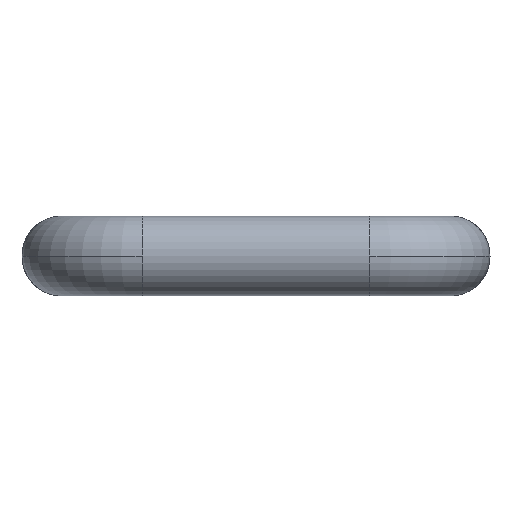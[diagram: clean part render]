
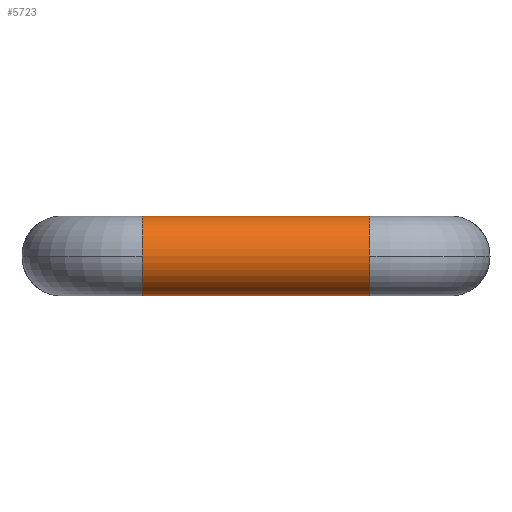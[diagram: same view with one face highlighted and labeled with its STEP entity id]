
A CAD part, front view. The second image highlights one B-rep face of the part: STEP entity #5723.
In plain terms, the highlighted cylindrical face has radius 5.55 mm (diameter 11.1 mm), a partial arc.
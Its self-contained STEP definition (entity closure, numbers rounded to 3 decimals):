
#219 = DIRECTION ( 'NONE',  ( 0., 0., -1. ) ) ;
#259 = EDGE_CURVE ( 'NONE', #447, #3341, #9797, .T. ) ;
#281 = ORIENTED_EDGE ( 'NONE', *, *, #1185, .F. ) ;
#447 = VERTEX_POINT ( 'NONE', #1240 ) ;
#628 = CIRCLE ( 'NONE', #3320, 5.55 ) ;
#637 = DIRECTION ( 'NONE',  ( -1., 0., 0. ) ) ;
#648 = CARTESIAN_POINT ( 'NONE',  ( -15.812, 0., 5.55 ) ) ;
#887 = CARTESIAN_POINT ( 'NONE',  ( 15.812, 0., 5.55 ) ) ;
#905 = ORIENTED_EDGE ( 'NONE', *, *, #259, .T. ) ;
#1022 = CYLINDRICAL_SURFACE ( 'NONE', #5463, 5.55 ) ;
#1185 = EDGE_CURVE ( 'NONE', #9109, #10140, #3704, .T. ) ;
#1240 = CARTESIAN_POINT ( 'NONE',  ( -15.812, 0., -5.55 ) ) ;
#1475 = DIRECTION ( 'NONE',  ( -1., 0., 0. ) ) ;
#1530 = DIRECTION ( 'NONE',  ( -1., 0., 0. ) ) ;
#1814 = EDGE_CURVE ( 'NONE', #3341, #6070, #628, .T. ) ;
#2068 = EDGE_CURVE ( 'NONE', #6070, #10140, #4476, .T. ) ;
#2175 = VERTEX_POINT ( 'NONE', #4629 ) ;
#2183 = ORIENTED_EDGE ( 'NONE', *, *, #2068, .T. ) ;
#2980 = VECTOR ( 'NONE', #3300, 1000. ) ;
#3012 = DIRECTION ( 'NONE',  ( 0., 0., -1. ) ) ;
#3121 = DIRECTION ( 'NONE',  ( 1., 0., 0. ) ) ;
#3300 = DIRECTION ( 'NONE',  ( 1., 0., 0. ) ) ;
#3320 = AXIS2_PLACEMENT_3D ( 'NONE', #7977, #637, #10303 ) ;
#3341 = VERTEX_POINT ( 'NONE', #7768 ) ;
#3416 = ORIENTED_EDGE ( 'NONE', *, *, #1814, .T. ) ;
#3564 = CARTESIAN_POINT ( 'NONE',  ( -15.812, 0., 5.55 ) ) ;
#3704 = LINE ( 'NONE', #648, #4313 ) ;
#3820 = AXIS2_PLACEMENT_3D ( 'NONE', #8222, #6062, #5223 ) ;
#4228 = CARTESIAN_POINT ( 'NONE',  ( -15.812, 0., 0. ) ) ;
#4313 = VECTOR ( 'NONE', #3121, 1000. ) ;
#4476 = CIRCLE ( 'NONE', #8664, 5.55 ) ;
#4629 = CARTESIAN_POINT ( 'NONE',  ( -15.812, -5.55, 0. ) ) ;
#4735 = DIRECTION ( 'NONE',  ( 0., 0., -1. ) ) ;
#5223 = DIRECTION ( 'NONE',  ( 0., 0., -1. ) ) ;
#5463 = AXIS2_PLACEMENT_3D ( 'NONE', #4228, #7425, #219 ) ;
#5549 = CARTESIAN_POINT ( 'NONE',  ( 15.812, -5.55, 0. ) ) ;
#5723 = ADVANCED_FACE ( 'NONE', ( #8209 ), #1022, .T. ) ;
#6062 = DIRECTION ( 'NONE',  ( -1., 0., 0. ) ) ;
#6070 = VERTEX_POINT ( 'NONE', #5549 ) ;
#6118 = EDGE_CURVE ( 'NONE', #2175, #9109, #6145, .T. ) ;
#6145 = CIRCLE ( 'NONE', #6643, 5.55 ) ;
#6424 = EDGE_LOOP ( 'NONE', ( #281, #7718, #9844, #905, #3416, #2183 ) ) ;
#6436 = CARTESIAN_POINT ( 'NONE',  ( -15.812, 0., -5.55 ) ) ;
#6643 = AXIS2_PLACEMENT_3D ( 'NONE', #9413, #1475, #3012 ) ;
#7425 = DIRECTION ( 'NONE',  ( 1., 0., 0. ) ) ;
#7718 = ORIENTED_EDGE ( 'NONE', *, *, #6118, .F. ) ;
#7768 = CARTESIAN_POINT ( 'NONE',  ( 15.812, 0., -5.55 ) ) ;
#7977 = CARTESIAN_POINT ( 'NONE',  ( 15.812, 0., 0. ) ) ;
#8209 = FACE_OUTER_BOUND ( 'NONE', #6424, .T. ) ;
#8222 = CARTESIAN_POINT ( 'NONE',  ( -15.812, 0., 0. ) ) ;
#8325 = CIRCLE ( 'NONE', #3820, 5.55 ) ;
#8664 = AXIS2_PLACEMENT_3D ( 'NONE', #8720, #1530, #4735 ) ;
#8720 = CARTESIAN_POINT ( 'NONE',  ( 15.812, 0., 0. ) ) ;
#9109 = VERTEX_POINT ( 'NONE', #3564 ) ;
#9413 = CARTESIAN_POINT ( 'NONE',  ( -15.812, 0., 0. ) ) ;
#9797 = LINE ( 'NONE', #6436, #2980 ) ;
#9844 = ORIENTED_EDGE ( 'NONE', *, *, #10242, .F. ) ;
#10140 = VERTEX_POINT ( 'NONE', #887 ) ;
#10242 = EDGE_CURVE ( 'NONE', #447, #2175, #8325, .T. ) ;
#10303 = DIRECTION ( 'NONE',  ( 0., 0., -1. ) ) ;
